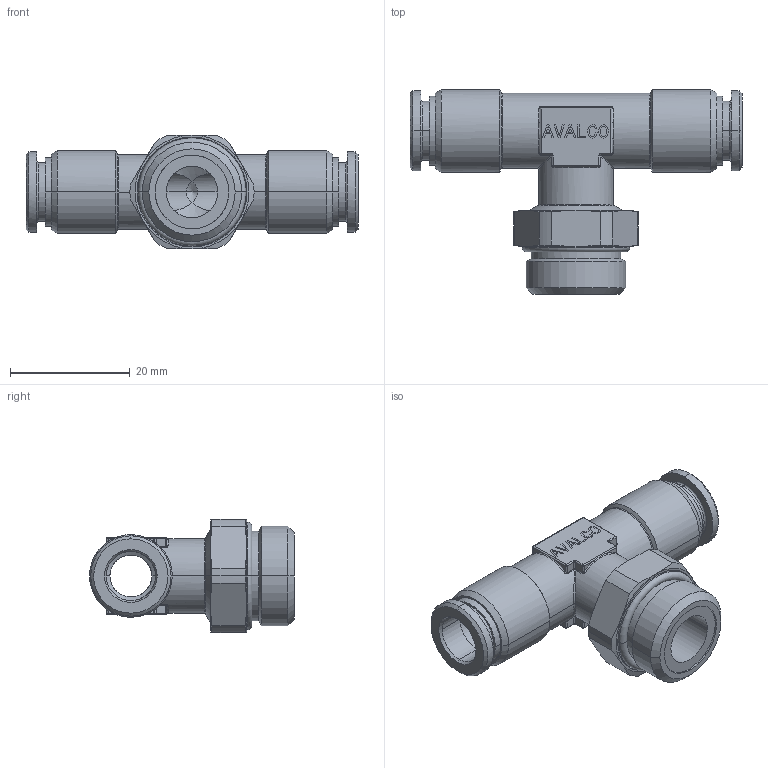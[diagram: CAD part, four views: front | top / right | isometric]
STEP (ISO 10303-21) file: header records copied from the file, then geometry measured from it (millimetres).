
FILE_DESCRIPTION(('CATIA V5 STEP Exchange'),'2;1');
FILE_NAME('PR417B-08G38.stp','2018-04-14T14:32:49+00:00',('none'),('none'),'CATIA Version 5 Release 21 GA (IN-10)','CATIA V5 STEP AP203','none');
FILE_SCHEMA(('CONFIG_CONTROL_DESIGN'));
Length unit declared in the file: millimetre
Products named in the file (1): PR417B-08G38
Bounding box: 55.4 x 34.2 x 19 mm (x, y, z)
Volume: 7755.1 mm3; surface area: 6861.8 mm2
Topology: 2 solids, 2 shells, 510 faces, 1253 edges, 775 vertices
Faces by surface type: plane 272, cylinder 98, cone 56, torus 42, bspline 22, sphere 20
Entity records: 16495 total; most frequent: CARTESIAN_POINT 5202, ORIENTED_EDGE 2502, DIRECTION 1939, EDGE_CURVE 1251, VECTOR 806, LINE 806, VERTEX_POINT 775, AXIS2_PLACEMENT_3D 688
